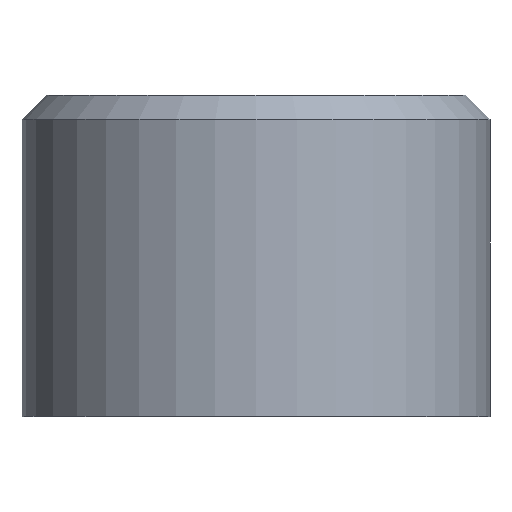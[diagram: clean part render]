
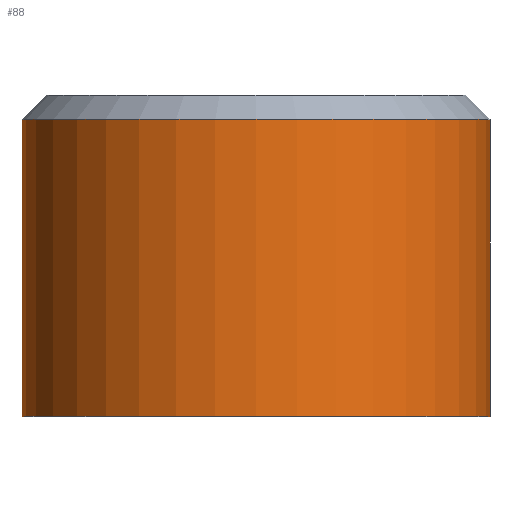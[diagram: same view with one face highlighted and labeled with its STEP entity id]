
A CAD part, top view. The second image highlights one B-rep face of the part: STEP entity #88.
In plain terms, the highlighted cylindrical face has radius 2.9 mm (diameter 5.8 mm), a full revolution.
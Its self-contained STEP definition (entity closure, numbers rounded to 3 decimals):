
#20=CYLINDRICAL_SURFACE('',#99,2.9);
#22=FACE_OUTER_BOUND('',#29,.T.);
#29=EDGE_LOOP('',(#69,#70,#71,#72));
#37=LINE('',#153,#40);
#40=VECTOR('',#123,2.9);
#43=CIRCLE('',#98,2.9);
#44=CIRCLE('',#100,2.9);
#50=VERTEX_POINT('',#147);
#51=VERTEX_POINT('',#151);
#57=EDGE_CURVE('',#50,#50,#43,.T.);
#58=EDGE_CURVE('',#51,#51,#44,.T.);
#59=EDGE_CURVE('',#51,#50,#37,.T.);
#69=ORIENTED_EDGE('',*,*,#58,.F.);
#70=ORIENTED_EDGE('',*,*,#59,.T.);
#71=ORIENTED_EDGE('',*,*,#57,.F.);
#72=ORIENTED_EDGE('',*,*,#59,.F.);
#88=ADVANCED_FACE('',(#22),#20,.T.);
#98=AXIS2_PLACEMENT_3D('',#149,#117,#118);
#99=AXIS2_PLACEMENT_3D('',#150,#119,#120);
#100=AXIS2_PLACEMENT_3D('',#152,#121,#122);
#117=DIRECTION('center_axis',(0.,1.,0.));
#118=DIRECTION('ref_axis',(-1.,0.,0.));
#119=DIRECTION('center_axis',(0.,-1.,0.));
#120=DIRECTION('ref_axis',(-1.,0.,0.));
#121=DIRECTION('center_axis',(0.,-1.,0.));
#122=DIRECTION('ref_axis',(-1.,0.,0.));
#123=DIRECTION('',(0.,1.,0.));
#147=CARTESIAN_POINT('',(-6.137,26.88,11.25));
#149=CARTESIAN_POINT('Origin',(-9.037,26.88,11.25));
#150=CARTESIAN_POINT('Origin',(-9.037,26.5,11.25));
#151=CARTESIAN_POINT('',(-6.137,23.2,11.25));
#152=CARTESIAN_POINT('Origin',(-9.037,23.2,11.25));
#153=CARTESIAN_POINT('',(-6.137,26.5,11.25));
